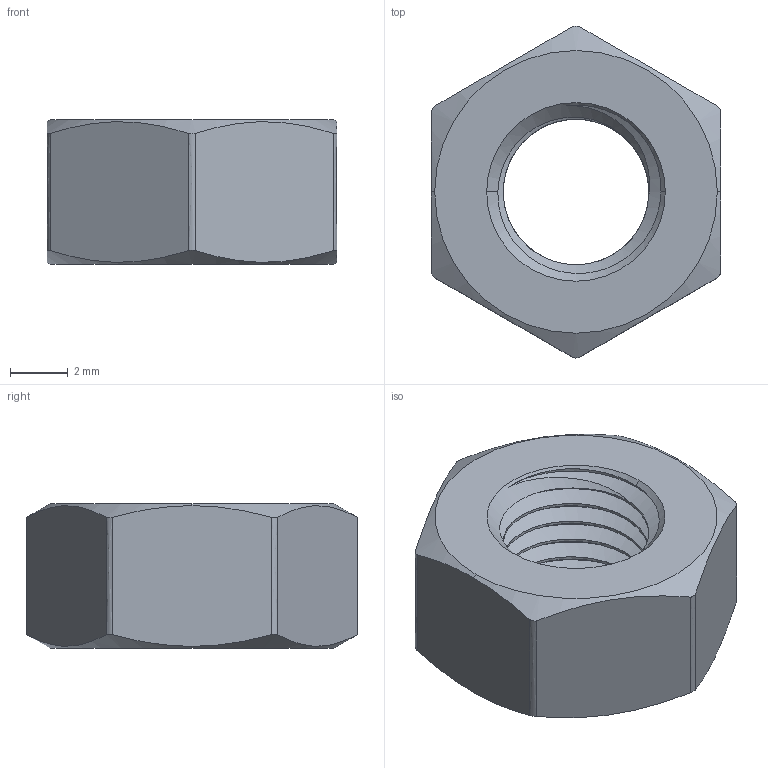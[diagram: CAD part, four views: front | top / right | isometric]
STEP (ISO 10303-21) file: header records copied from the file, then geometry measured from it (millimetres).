
FILE_DESCRIPTION (( 'STEP AP203' ), '1' );
FILE_NAME ('91415A210_Fine-Thread Zinc-Plated Steel Hex Nut.STEP', '2022-12-21T20:47:53', ( 'Administrator' ), ( 'Managed by Terraform' ), 'SwSTEP 2.0', 'SolidWorks 2017', '' );
FILE_SCHEMA (( 'CONFIG_CONTROL_DESIGN' ));
Length unit declared in the file: millimetre
Products named in the file (1): 91415A210_Fine-Thread Zinc-Plated Steel Hex Nut
Bounding box: 10 x 11.45 x 5 mm (x, y, z)
Volume: 307 mm3; surface area: 423.2 mm2
Topology: 1 solids, 1 shells, 40 faces, 114 edges, 76 vertices
Faces by surface type: cylinder 14, cone 9, bspline 9, plane 8
Entity records: 2830 total; most frequent: CARTESIAN_POINT 1922, ORIENTED_EDGE 228, EDGE_CURVE 114, DIRECTION 106, VERTEX_POINT 76, B_SPLINE_CURVE_WITH_KNOTS 52, AXIS2_PLACEMENT_3D 42, EDGE_LOOP 42
